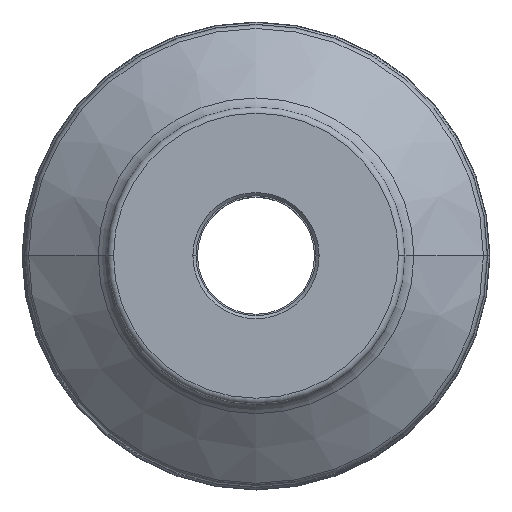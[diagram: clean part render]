
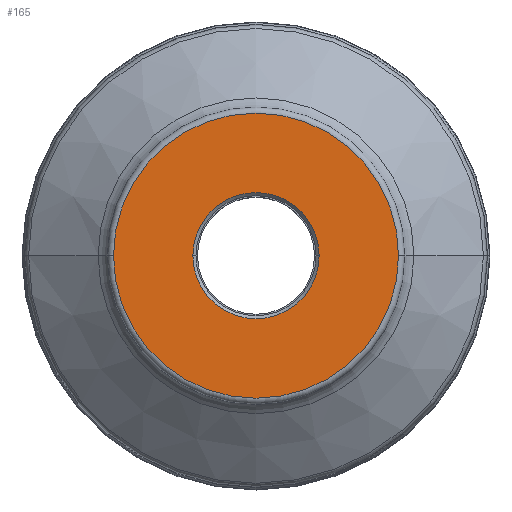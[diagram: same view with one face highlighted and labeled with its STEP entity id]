
A CAD part, top view. The second image highlights one B-rep face of the part: STEP entity #165.
In plain terms, the highlighted planar face has unit normal (0, 0, 1).
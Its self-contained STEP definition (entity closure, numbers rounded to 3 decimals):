
#69=PLANE('',#1504);
#78=FACE_BOUND('',#338,.T.);
#79=FACE_BOUND('',#339,.T.);
#165=ADVANCED_FACE('',(#78,#79),#69,.F.);
#338=EDGE_LOOP('',(#576,#577));
#339=EDGE_LOOP('',(#578,#579,#580,#581));
#576=ORIENTED_EDGE('',*,*,#940,.T.);
#577=ORIENTED_EDGE('',*,*,#938,.T.);
#578=ORIENTED_EDGE('',*,*,#941,.T.);
#579=ORIENTED_EDGE('',*,*,#942,.T.);
#580=ORIENTED_EDGE('',*,*,#943,.T.);
#581=ORIENTED_EDGE('',*,*,#944,.T.);
#790=VERTEX_POINT('',#2324);
#791=VERTEX_POINT('',#2326);
#792=VERTEX_POINT('',#2332);
#793=VERTEX_POINT('',#2333);
#794=VERTEX_POINT('',#2335);
#795=VERTEX_POINT('',#2337);
#938=EDGE_CURVE('',#791,#790,#1103,.T.);
#940=EDGE_CURVE('',#790,#791,#1105,.T.);
#941=EDGE_CURVE('',#792,#793,#1106,.T.);
#942=EDGE_CURVE('',#793,#794,#1107,.T.);
#943=EDGE_CURVE('',#794,#795,#1108,.T.);
#944=EDGE_CURVE('',#795,#792,#1109,.T.);
#1103=CIRCLE('',#1495,46.419);
#1105=CIRCLE('',#1498,46.419);
#1106=CIRCLE('',#1500,20.55);
#1107=CIRCLE('',#1501,20.55);
#1108=CIRCLE('',#1502,20.55);
#1109=CIRCLE('',#1503,20.55);
#1495=AXIS2_PLACEMENT_3D('',#2325,#1896,#1897);
#1498=AXIS2_PLACEMENT_3D('',#2329,#1902,#1903);
#1500=AXIS2_PLACEMENT_3D('',#2331,#1906,#1907);
#1501=AXIS2_PLACEMENT_3D('',#2334,#1908,#1909);
#1502=AXIS2_PLACEMENT_3D('',#2336,#1910,#1911);
#1503=AXIS2_PLACEMENT_3D('',#2338,#1912,#1913);
#1504=AXIS2_PLACEMENT_3D('',#2339,#1914,#1915);
#1896=DIRECTION('',(0.,0.,1.));
#1897=DIRECTION('',(1.,0.,0.));
#1902=DIRECTION('',(0.,0.,1.));
#1903=DIRECTION('',(-1.,0.,0.));
#1906=DIRECTION('',(0.,0.,-1.));
#1907=DIRECTION('',(0.,-1.,0.));
#1908=DIRECTION('',(0.,0.,-1.));
#1909=DIRECTION('',(-1.,0.,0.));
#1910=DIRECTION('',(0.,0.,-1.));
#1911=DIRECTION('',(0.,1.,0.));
#1912=DIRECTION('',(0.,0.,-1.));
#1913=DIRECTION('',(1.,0.,0.));
#1914=DIRECTION('',(0.,0.,-1.));
#1915=DIRECTION('',(1.,0.,0.));
#2324=CARTESIAN_POINT('',(-46.419,0.,0.));
#2325=CARTESIAN_POINT('',(0.,0.,0.));
#2326=CARTESIAN_POINT('',(46.419,0.,0.));
#2329=CARTESIAN_POINT('',(0.,0.,0.));
#2331=CARTESIAN_POINT('',(0.,0.,0.));
#2332=CARTESIAN_POINT('',(0.,-20.55,0.));
#2333=CARTESIAN_POINT('',(-20.55,0.,0.));
#2334=CARTESIAN_POINT('',(0.,0.,0.));
#2335=CARTESIAN_POINT('',(0.,20.55,0.));
#2336=CARTESIAN_POINT('',(0.,0.,0.));
#2337=CARTESIAN_POINT('',(20.55,0.,0.));
#2338=CARTESIAN_POINT('',(0.,0.,0.));
#2339=CARTESIAN_POINT('',(0.,0.,0.));
